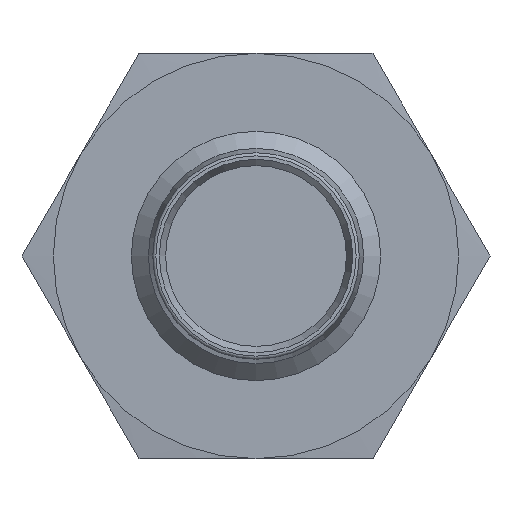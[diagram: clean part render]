
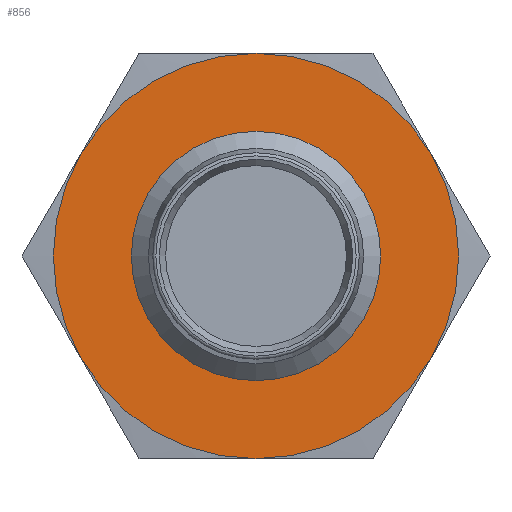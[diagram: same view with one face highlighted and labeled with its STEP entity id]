
A CAD part, left-side view. The second image highlights one B-rep face of the part: STEP entity #856.
In plain terms, the highlighted planar face has unit normal (-1, 0, 0).
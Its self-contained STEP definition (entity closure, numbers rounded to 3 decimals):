
#135=CIRCLE('',#926,6.5);
#136=CIRCLE('',#927,6.5);
#137=CIRCLE('',#928,6.5);
#138=CIRCLE('',#929,6.5);
#139=CIRCLE('',#930,6.5);
#145=CIRCLE('',#937,6.5);
#146=CIRCLE('',#938,4.);
#162=PLANE('',#936);
#239=VERTEX_POINT('',#1546);
#245=VERTEX_POINT('',#1571);
#250=VERTEX_POINT('',#1619);
#256=VERTEX_POINT('',#1644);
#259=VERTEX_POINT('',#1665);
#261=VERTEX_POINT('',#1766);
#262=VERTEX_POINT('',#1901);
#263=VERTEX_POINT('',#1902);
#422=EDGE_CURVE('',#259,#256,#135,.T.);
#423=EDGE_CURVE('',#256,#250,#136,.T.);
#424=EDGE_CURVE('',#245,#239,#137,.T.);
#426=EDGE_CURVE('',#261,#245,#138,.T.);
#427=EDGE_CURVE('',#239,#259,#139,.T.);
#434=EDGE_CURVE('',#250,#261,#145,.T.);
#435=EDGE_CURVE('',#262,#263,#146,.T.);
#436=EDGE_CURVE('',#263,#262,#146,.T.);
#636=ORIENTED_EDGE('',*,*,#423,.F.);
#637=ORIENTED_EDGE('',*,*,#422,.F.);
#638=ORIENTED_EDGE('',*,*,#427,.F.);
#639=ORIENTED_EDGE('',*,*,#424,.F.);
#640=ORIENTED_EDGE('',*,*,#426,.F.);
#641=ORIENTED_EDGE('',*,*,#434,.F.);
#642=ORIENTED_EDGE('',*,*,#435,.T.);
#643=ORIENTED_EDGE('',*,*,#436,.T.);
#732=EDGE_LOOP('',(#636,#637,#638,#639,#640,#641));
#733=EDGE_LOOP('',(#642,#643));
#798=FACE_BOUND('',#732,.T.);
#799=FACE_BOUND('',#733,.T.);
#856=ADVANCED_FACE('',(#798,#799),#162,.F.);
#926=AXIS2_PLACEMENT_3D('',#1699,#1094,#1095);
#927=AXIS2_PLACEMENT_3D('',#1720,#1096,#1097);
#928=AXIS2_PLACEMENT_3D('',#1741,#1098,#1099);
#929=AXIS2_PLACEMENT_3D('',#1767,#1100,#1101);
#930=AXIS2_PLACEMENT_3D('',#1788,#1102,#1103);
#936=AXIS2_PLACEMENT_3D('',#1898,#1114,$);
#937=AXIS2_PLACEMENT_3D('',#1899,#1115,#1116);
#938=AXIS2_PLACEMENT_3D('',#1900,#1117,#1118);
#1094=DIRECTION('',(1.,0.,0.));
#1095=DIRECTION('',(0.,0.,-6.5));
#1096=DIRECTION('',(1.,0.,0.));
#1097=DIRECTION('',(0.,0.,-6.5));
#1098=DIRECTION('',(1.,0.,0.));
#1099=DIRECTION('',(0.,0.,-6.5));
#1100=DIRECTION('',(1.,0.,0.));
#1101=DIRECTION('',(0.,0.,-6.5));
#1102=DIRECTION('',(1.,0.,0.));
#1103=DIRECTION('',(0.,0.,-6.5));
#1114=DIRECTION('',(1.,0.,0.));
#1115=DIRECTION('',(1.,0.,0.));
#1116=DIRECTION('',(0.,0.,-6.5));
#1117=DIRECTION('',(1.,0.,0.));
#1118=DIRECTION('',(0.,0.,-4.));
#1546=CARTESIAN_POINT('',(-4.,-5.629,-3.25));
#1571=CARTESIAN_POINT('',(-4.,-5.629,3.25));
#1619=CARTESIAN_POINT('',(-4.,5.629,3.25));
#1644=CARTESIAN_POINT('',(-4.,5.629,-3.25));
#1665=CARTESIAN_POINT('',(-4.,0.,-6.5));
#1699=CARTESIAN_POINT('',(-4.,0.,0.));
#1720=CARTESIAN_POINT('',(-4.,0.,0.));
#1741=CARTESIAN_POINT('',(-4.,0.,0.));
#1766=CARTESIAN_POINT('',(-4.,0.,6.5));
#1767=CARTESIAN_POINT('',(-4.,0.,0.));
#1788=CARTESIAN_POINT('',(-4.,0.,0.));
#1898=CARTESIAN_POINT('',(-4.,0.,0.));
#1899=CARTESIAN_POINT('',(-4.,0.,0.));
#1900=CARTESIAN_POINT('',(-4.,0.,0.));
#1901=CARTESIAN_POINT('',(-4.,0.,-4.));
#1902=CARTESIAN_POINT('',(-4.,0.,4.));
